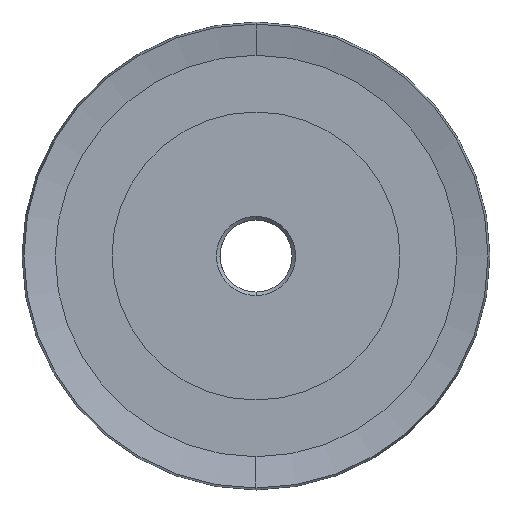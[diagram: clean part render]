
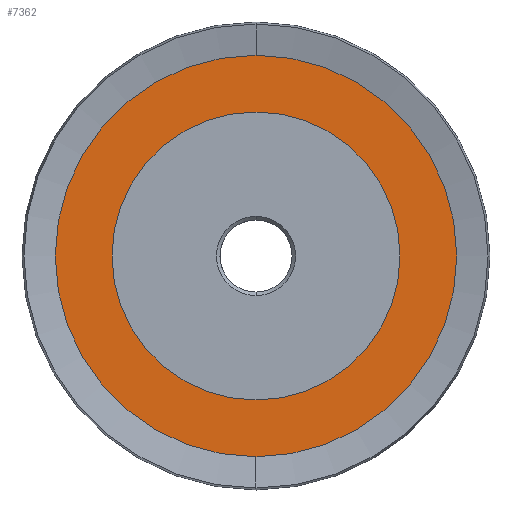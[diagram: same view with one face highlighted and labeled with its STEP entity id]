
A CAD part, left-side view. The second image highlights one B-rep face of the part: STEP entity #7362.
In plain terms, the highlighted planar face has unit normal (-1, 0, 0).
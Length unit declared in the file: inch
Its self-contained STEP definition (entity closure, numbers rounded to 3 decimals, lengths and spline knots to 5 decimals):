
#82 = DIRECTION ( 'NONE',  ( -1., 0., 0. ) ) ;
#187 = ORIENTED_EDGE ( 'NONE', *, *, #6930, .F. ) ;
#901 = PLANE ( 'NONE',  #7276 ) ;
#1222 = CARTESIAN_POINT ( 'NONE',  ( 0.0325, 0., 0. ) ) ;
#1264 = CARTESIAN_POINT ( 'NONE',  ( 0.0325, 0., -0.5 ) ) ;
#1325 = VERTEX_POINT ( 'NONE', #6818 ) ;
#1427 = DIRECTION ( 'NONE',  ( -1., 0., 0. ) ) ;
#1500 = VERTEX_POINT ( 'NONE', #1264 ) ;
#1602 = AXIS2_PLACEMENT_3D ( 'NONE', #8701, #4207, #9471 ) ;
#1639 = CARTESIAN_POINT ( 'NONE',  ( 0.0325, 0., 0. ) ) ;
#1786 = VERTEX_POINT ( 'NONE', #8179 ) ;
#1953 = DIRECTION ( 'NONE',  ( 0., 0., 1. ) ) ;
#2028 = AXIS2_PLACEMENT_3D ( 'NONE', #1222, #6344, #1953 ) ;
#2066 = EDGE_LOOP ( 'NONE', ( #8598, #8389 ) ) ;
#2816 = AXIS2_PLACEMENT_3D ( 'NONE', #4458, #82, #5211 ) ;
#3605 = CIRCLE ( 'NONE', #2028, 0.5 ) ;
#3850 = DIRECTION ( 'NONE',  ( 0., 0., 1. ) ) ;
#4207 = DIRECTION ( 'NONE',  ( -1., 0., 0. ) ) ;
#4458 = CARTESIAN_POINT ( 'NONE',  ( 0.0325, 0., 0. ) ) ;
#4737 = FACE_BOUND ( 'NONE', #6017, .T. ) ;
#4754 = CIRCLE ( 'NONE', #1602, 0.69708 ) ;
#4851 = EDGE_CURVE ( 'NONE', #1786, #1325, #5369, .T. ) ;
#5203 = CIRCLE ( 'NONE', #2816, 0.5 ) ;
#5211 = DIRECTION ( 'NONE',  ( 0., 0., 1. ) ) ;
#5369 = CIRCLE ( 'NONE', #9441, 0.69708 ) ;
#5807 = CARTESIAN_POINT ( 'NONE',  ( 0.0325, 0., 0. ) ) ;
#5892 = ORIENTED_EDGE ( 'NONE', *, *, #7290, .F. ) ;
#5920 = EDGE_CURVE ( 'NONE', #1325, #1786, #4754, .T. ) ;
#6017 = EDGE_LOOP ( 'NONE', ( #187, #5892 ) ) ;
#6344 = DIRECTION ( 'NONE',  ( -1., 0., 0. ) ) ;
#6529 = CARTESIAN_POINT ( 'NONE',  ( 0.0325, 0., 0.5 ) ) ;
#6552 = DIRECTION ( 'NONE',  ( 0., 0., 1. ) ) ;
#6818 = CARTESIAN_POINT ( 'NONE',  ( 0.0325, 0., 0.69708 ) ) ;
#6930 = EDGE_CURVE ( 'NONE', #1500, #9040, #3605, .T. ) ;
#6961 = FACE_OUTER_BOUND ( 'NONE', #2066, .T. ) ;
#7276 = AXIS2_PLACEMENT_3D ( 'NONE', #1639, #8309, #3850 ) ;
#7290 = EDGE_CURVE ( 'NONE', #9040, #1500, #5203, .T. ) ;
#7362 = ADVANCED_FACE ( 'NONE', ( #4737, #6961 ), #901, .T. ) ;
#8179 = CARTESIAN_POINT ( 'NONE',  ( 0.0325, 0., -0.69708 ) ) ;
#8309 = DIRECTION ( 'NONE',  ( -1., 0., 0. ) ) ;
#8389 = ORIENTED_EDGE ( 'NONE', *, *, #4851, .T. ) ;
#8598 = ORIENTED_EDGE ( 'NONE', *, *, #5920, .T. ) ;
#8701 = CARTESIAN_POINT ( 'NONE',  ( 0.0325, 0., 0. ) ) ;
#9040 = VERTEX_POINT ( 'NONE', #6529 ) ;
#9441 = AXIS2_PLACEMENT_3D ( 'NONE', #5807, #1427, #6552 ) ;
#9471 = DIRECTION ( 'NONE',  ( 0., 0., 1. ) ) ;
